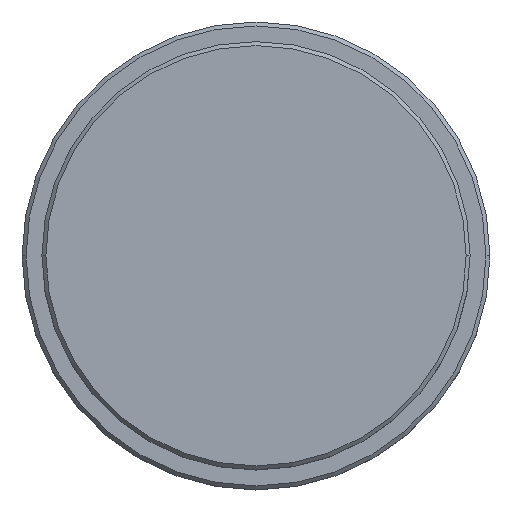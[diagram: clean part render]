
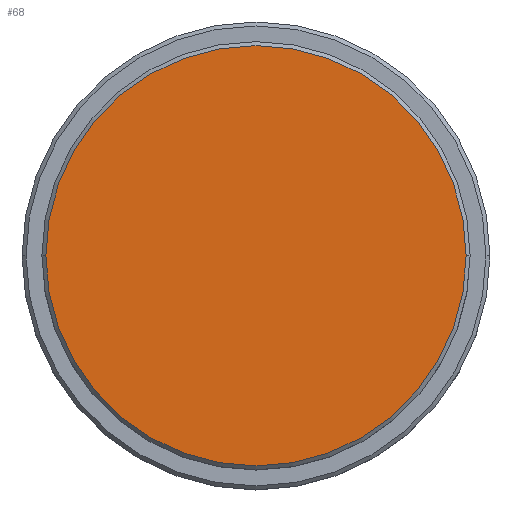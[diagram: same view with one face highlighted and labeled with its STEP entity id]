
A CAD part, top view. The second image highlights one B-rep face of the part: STEP entity #68.
In plain terms, the highlighted planar face has unit normal (0, 0, 1).
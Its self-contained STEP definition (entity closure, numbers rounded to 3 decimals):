
#68 = ADVANCED_FACE ( 'NONE', ( #349 ), #1026, .T. ) ;
#119 = AXIS2_PLACEMENT_3D ( 'NONE', #635, #215, #1200 ) ;
#215 = DIRECTION ( 'NONE',  ( 0., 0., 1. ) ) ;
#332 = CARTESIAN_POINT ( 'NONE',  ( 26.5, 0., 0. ) ) ;
#339 = DIRECTION ( 'NONE',  ( 1., 0., 0. ) ) ;
#349 = FACE_OUTER_BOUND ( 'NONE', #1185, .T. ) ;
#354 = AXIS2_PLACEMENT_3D ( 'NONE', #1249, #447, #339 ) ;
#410 = ORIENTED_EDGE ( 'NONE', *, *, #944, .T. ) ;
#417 = VERTEX_POINT ( 'NONE', #332 ) ;
#447 = DIRECTION ( 'NONE',  ( 0., 0., 1. ) ) ;
#508 = DIRECTION ( 'NONE',  ( 0., 0., 1. ) ) ;
#635 = CARTESIAN_POINT ( 'NONE',  ( 0., 0., 0. ) ) ;
#642 = CIRCLE ( 'NONE', #119, 26.5 ) ;
#643 = ORIENTED_EDGE ( 'NONE', *, *, #985, .T. ) ;
#669 = AXIS2_PLACEMENT_3D ( 'NONE', #949, #508, #1410 ) ;
#922 = CIRCLE ( 'NONE', #669, 26.5 ) ;
#944 = EDGE_CURVE ( 'NONE', #417, #1082, #642, .T. ) ;
#949 = CARTESIAN_POINT ( 'NONE',  ( 0., 0., 0. ) ) ;
#985 = EDGE_CURVE ( 'NONE', #1082, #417, #922, .T. ) ;
#1026 = PLANE ( 'NONE',  #354 ) ;
#1082 = VERTEX_POINT ( 'NONE', #1220 ) ;
#1185 = EDGE_LOOP ( 'NONE', ( #643, #410 ) ) ;
#1200 = DIRECTION ( 'NONE',  ( 1., 0., 0. ) ) ;
#1220 = CARTESIAN_POINT ( 'NONE',  ( -26.5, 0., 0. ) ) ;
#1249 = CARTESIAN_POINT ( 'NONE',  ( 0., 0., 0. ) ) ;
#1410 = DIRECTION ( 'NONE',  ( 1., 0., 0. ) ) ;
